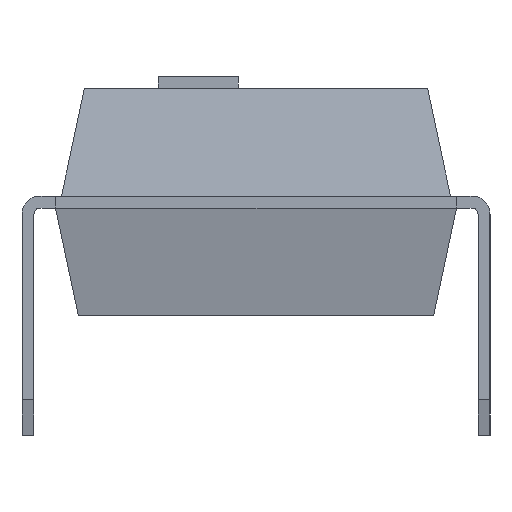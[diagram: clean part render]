
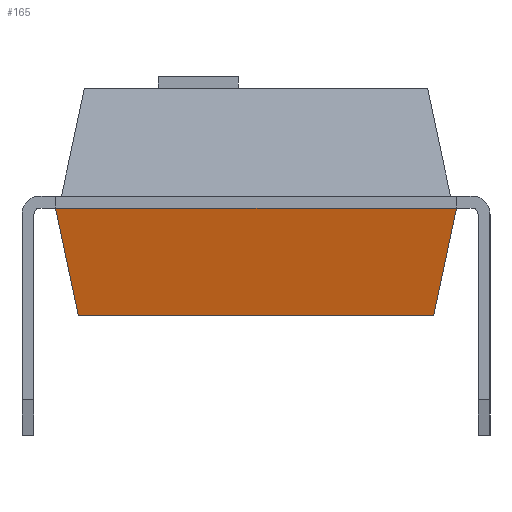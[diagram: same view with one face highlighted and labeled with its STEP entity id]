
A CAD part, left-side view. The second image highlights one B-rep face of the part: STEP entity #165.
In plain terms, the highlighted free-form (B-spline) face has degree [1, 1] with [2, 2] control points.
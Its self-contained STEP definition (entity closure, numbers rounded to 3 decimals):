
#24=VERTEX_POINT('',#25);
#25=CARTESIAN_POINT('',(-1.717,6.777,0.));
#29=ORIENTED_EDGE('',*,*,#30,.T.);
#30=EDGE_CURVE('',#24,#31,#33,.T.);
#31=VERTEX_POINT('',#32);
#32=CARTESIAN_POINT('',(-1.717,0.843,0.));
#33=LINE('',#25,#34);
#34=VECTOR('',#35,1.);
#35=DIRECTION('',(0.,-1.,0.));
#56=EDGE_CURVE('',#24,#57,#59,.T.);
#57=VERTEX_POINT('',#58);
#58=CARTESIAN_POINT('',(-2.1,7.16,1.8));
#59=B_SPLINE_CURVE_WITH_KNOTS('',1,(#25,#58),.UNSPECIFIED.,.F.,.F.,(2,2),(0.,1.),.PIECEWISE_BEZIER_KNOTS.);
#165=ADVANCED_FACE('',(#166),#177,.T.);
#166=FACE_BOUND('',#167,.T.);
#167=EDGE_LOOP('',(#29,#168,#173,#176));
#168=ORIENTED_EDGE('',*,*,#169,.T.);
#169=EDGE_CURVE('',#31,#170,#172,.T.);
#170=VERTEX_POINT('',#171);
#171=CARTESIAN_POINT('',(-2.1,0.46,1.8));
#172=B_SPLINE_CURVE_WITH_KNOTS('',1,(#32,#171),.UNSPECIFIED.,.F.,.F.,(2,2),(0.,1.),.PIECEWISE_BEZIER_KNOTS.);
#173=ORIENTED_EDGE('',*,*,#174,.F.);
#174=EDGE_CURVE('',#57,#170,#175,.T.);
#175=LINE('',#58,#34);
#176=ORIENTED_EDGE('',*,*,#56,.F.);
#177=B_SPLINE_SURFACE_WITH_KNOTS('',1,1,((#25,#58),(#32,#171)),.UNSPECIFIED.,.F.,.F.,.F.,(2,2),(2,2),(0.,6.7),(0.,1.),.PIECEWISE_BEZIER_KNOTS.);
